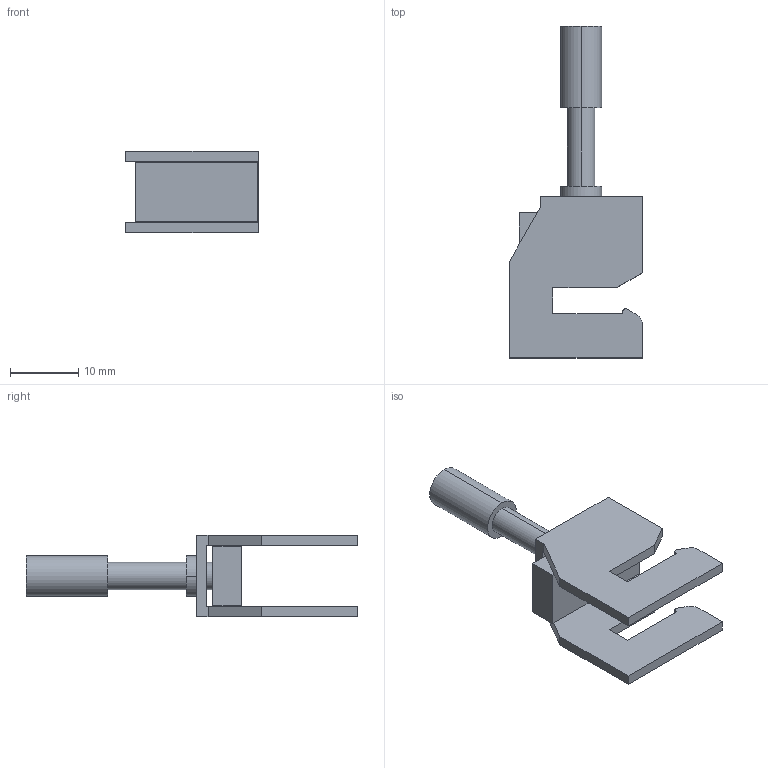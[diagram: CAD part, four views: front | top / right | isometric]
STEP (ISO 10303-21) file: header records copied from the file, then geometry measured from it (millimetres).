
FILE_DESCRIPTION(('SolidDesigner STEP Export'),'2;1');
FILE_NAME('3694_0_SSAB8_select.stp','2011-03-09T14:23:44',(''),(''),'CoCreate Modeling STEP processor for AP214 (Solid Model)','CoCreate Modeling 16.00A 16-Aug-2008 (C) Parametric Technology GmbH','');
FILE_SCHEMA(('AUTOMOTIVE_DESIGN { 1 0 10303 214 1 1 1 1 }'));
Length unit declared in the file: millimetre
Products named in the file (2): 3694_0_SSAB8_select
Assembly tree (1 placements, depth 2):
  3694_0_SSAB8_select
    3694_0_SSAB8_select
Bounding box: 19.5 x 48.7 x 12 mm (x, y, z)
Volume: 2546.7 mm3; surface area: 3061.9 mm2
Topology: 1 solids, 1 shells, 49 faces, 127 edges, 85 vertices
Faces by surface type: plane 37, cylinder 12
Entity records: 1781 total; most frequent: ORIENTED_EDGE 254, CARTESIAN_POINT 232, DIRECTION 197, EDGE_CURVE 127, VECTOR 97, LINE 97, VERTEX_POINT 85, EDGE_LOOP 54
